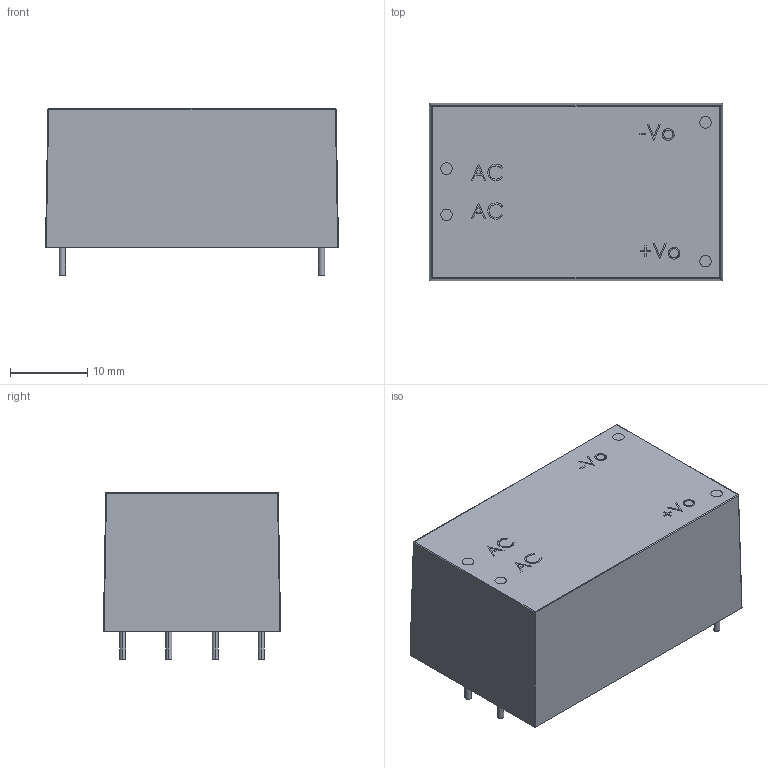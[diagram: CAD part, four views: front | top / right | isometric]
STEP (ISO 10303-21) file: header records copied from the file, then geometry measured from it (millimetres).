
FILE_DESCRIPTION (( 'STEP AP214' ), '1' );
FILE_NAME ('HLK-5Mxx.STEP', '2022-06-17T14:05:49', ( '' ), ( '' ), 'SwSTEP 2.0', 'SolidWorks 2018', '' );
FILE_SCHEMA (( 'AUTOMOTIVE_DESIGN' ));
Length unit declared in the file: millimetre
Products named in the file (1): HLK-5Mxx
Bounding box: 38 x 23 x 21.6 mm (x, y, z)
Volume: 15396.2 mm3; surface area: 3912 mm2
Topology: 1 solids, 1 shells, 150 faces, 366 edges, 240 vertices
Faces by surface type: plane 84, bspline 38, cylinder 24, sphere 4
Entity records: 7810 total; most frequent: CARTESIAN_POINT 2823, ORIENTED_EDGE 732, DIRECTION 556, EDGE_CURVE 366, LINE 242, VECTOR 242, VERTEX_POINT 240, EDGE_LOOP 172
